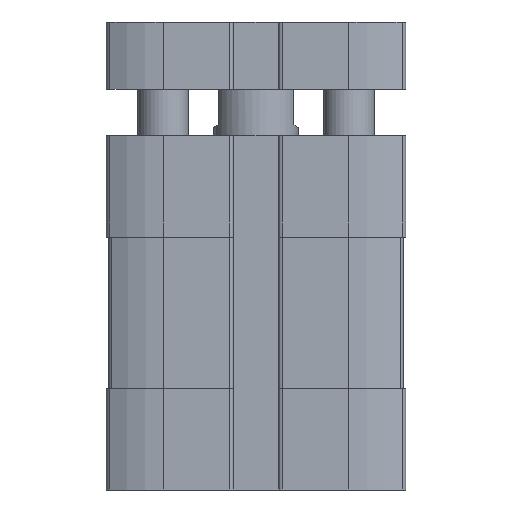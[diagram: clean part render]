
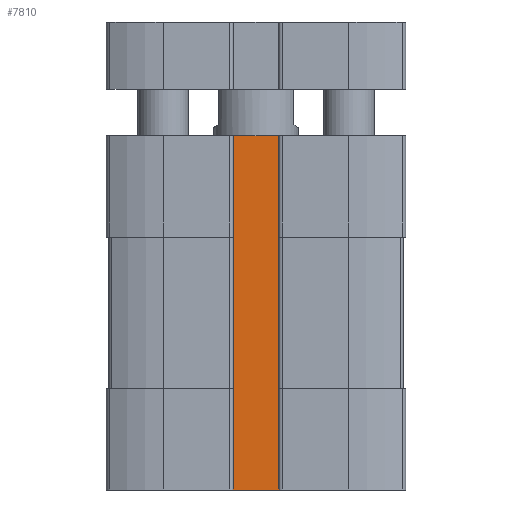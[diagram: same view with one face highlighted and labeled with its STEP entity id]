
A CAD part, left-side view. The second image highlights one B-rep face of the part: STEP entity #7810.
In plain terms, the highlighted face is planar.
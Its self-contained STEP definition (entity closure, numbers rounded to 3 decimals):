
#58=PLANE('',#8423);
#621=LINE('',#12313,#1255);
#622=LINE('',#12315,#1256);
#623=LINE('',#12317,#1257);
#624=LINE('',#12319,#1258);
#1255=VECTOR('',#9647,1000.);
#1256=VECTOR('',#9650,1000.);
#1257=VECTOR('',#9651,1000.);
#1258=VECTOR('',#9652,1000.);
#2136=ORIENTED_EDGE('',*,*,#4360,.F.);
#2137=ORIENTED_EDGE('',*,*,#4359,.F.);
#2138=ORIENTED_EDGE('',*,*,#4361,.T.);
#2139=ORIENTED_EDGE('',*,*,#4362,.T.);
#4359=EDGE_CURVE('',#5432,#5431,#621,.T.);
#4360=EDGE_CURVE('',#5431,#5433,#622,.T.);
#4361=EDGE_CURVE('',#5432,#5434,#623,.T.);
#4362=EDGE_CURVE('',#5434,#5433,#624,.T.);
#5431=VERTEX_POINT('',#12310);
#5432=VERTEX_POINT('',#12312);
#5433=VERTEX_POINT('',#12316);
#5434=VERTEX_POINT('',#12318);
#6467=EDGE_LOOP('',(#2136,#2137,#2138,#2139));
#7071=FACE_BOUND('',#6467,.T.);
#7810=ADVANCED_FACE('',(#7071),#58,.T.);
#8423=AXIS2_PLACEMENT_3D('',#12314,#9648,#9649);
#9647=DIRECTION('',(0.,0.,1.));
#9648=DIRECTION('',(0.,1.,0.));
#9649=DIRECTION('',(0.,0.,1.));
#9650=DIRECTION('',(-1.,0.,0.));
#9651=DIRECTION('',(-1.,0.,0.));
#9652=DIRECTION('',(0.,0.,1.));
#12310=CARTESIAN_POINT('',(3.,11.9,0.));
#12312=CARTESIAN_POINT('',(3.,11.9,-42.));
#12313=CARTESIAN_POINT('',(3.,11.9,-42.));
#12314=CARTESIAN_POINT('',(3.,11.9,-42.));
#12315=CARTESIAN_POINT('',(3.,11.9,0.));
#12316=CARTESIAN_POINT('',(-3.,11.9,0.));
#12317=CARTESIAN_POINT('',(3.,11.9,-42.));
#12318=CARTESIAN_POINT('',(-3.,11.9,-42.));
#12319=CARTESIAN_POINT('',(-3.,11.9,-42.));
